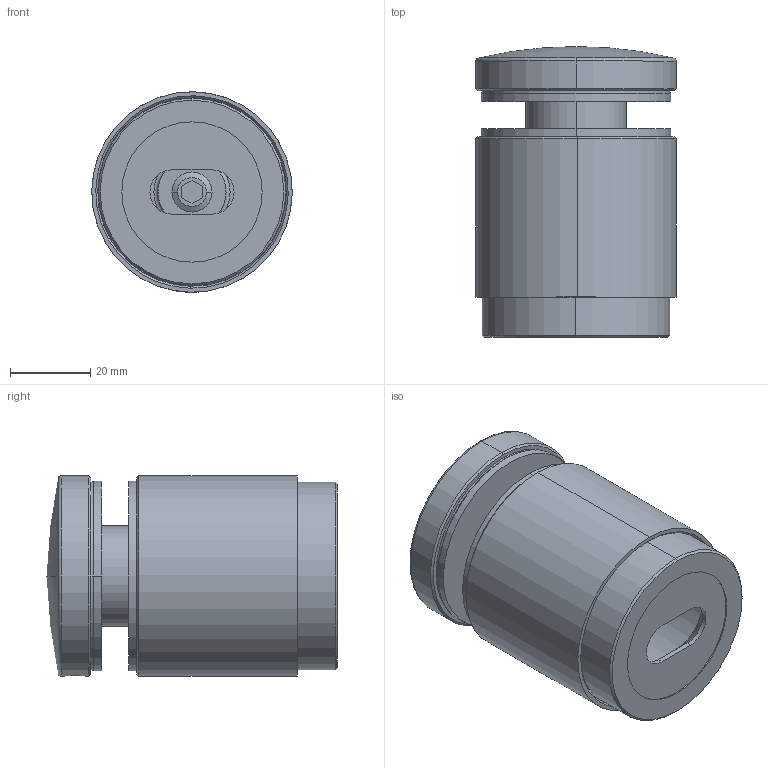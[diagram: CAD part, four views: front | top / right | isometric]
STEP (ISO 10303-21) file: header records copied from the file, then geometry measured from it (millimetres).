
FILE_DESCRIPTION (( 'STEP AP214' ), '1' );
FILE_NAME ('A-0747-FLEX3.STEP', '2024-04-25T09:02:04', ( '' ), ( '' ), 'SwSTEP 2.0', 'SolidWorks 2019', '' );
FILE_SCHEMA (( 'AUTOMOTIVE_DESIGN' ));
Length unit declared in the file: millimetre
Products named in the file (8): Skrutka DIN 913_SKRUTKA M10X40; A-0747-FLEX3-P1; A_0747-FLEX3.P3; A_0747-FLEX3.P5; A_0747-FLEX3.P6; A_0747-FLEX3.P4; A_0747-FLEX3.P2; A-0747-FLEX3
Assembly tree (7 placements, depth 2):
  A-0747-FLEX3
    A-0747-FLEX3-P1
    A_0747-FLEX3.P2
    A_0747-FLEX3.P3
    A_0747-FLEX3.P4
    A_0747-FLEX3.P5
    Skrutka DIN 913_SKRUTKA M10X40
    A_0747-FLEX3.P6
Bounding box: 50 x 72.5 x 50 mm (x, y, z)
Volume: 69529.2 mm3; surface area: 47524 mm2
Topology: 7 solids, 7 shells, 141 faces, 311 edges, 193 vertices
Faces by surface type: cylinder 58, plane 45, cone 28, torus 8, sphere 2
Entity records: 4403 total; most frequent: DIRECTION 767, CARTESIAN_POINT 719, ORIENTED_EDGE 614, AXIS2_PLACEMENT_3D 313, EDGE_CURVE 307, VERTEX_POINT 193, EDGE_LOOP 164, CIRCLE 162
